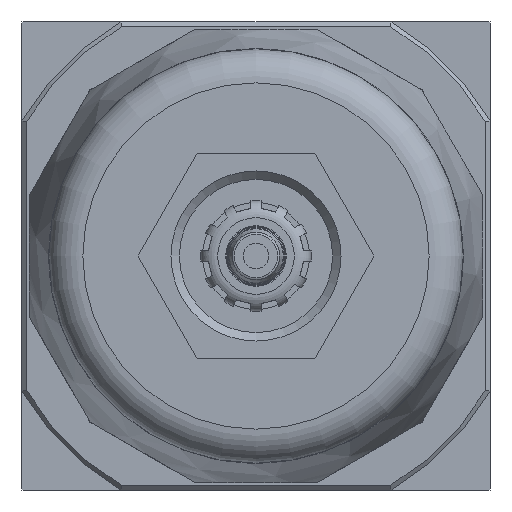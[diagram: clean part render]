
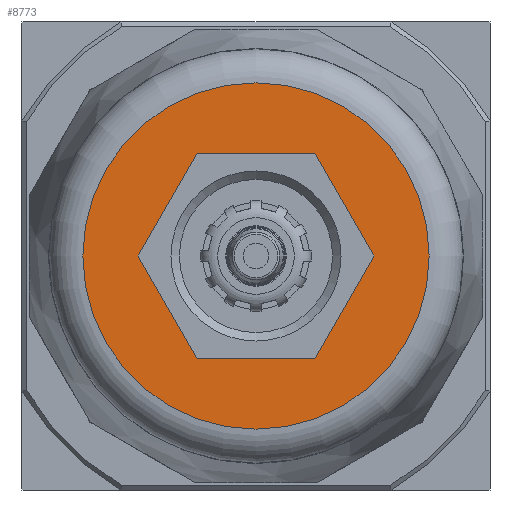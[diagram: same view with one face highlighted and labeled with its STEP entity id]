
A CAD part, front view. The second image highlights one B-rep face of the part: STEP entity #8773.
In plain terms, the highlighted planar face has unit normal (0, -1, 0).
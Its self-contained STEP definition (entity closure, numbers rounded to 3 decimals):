
#349=LINE('',#13530,#713);
#351=LINE('',#13534,#715);
#353=LINE('',#13538,#717);
#355=LINE('',#13542,#719);
#357=LINE('',#13546,#721);
#359=LINE('',#13550,#723);
#713=VECTOR('',#10853,1000.);
#715=VECTOR('',#10857,1000.);
#717=VECTOR('',#10861,1000.);
#719=VECTOR('',#10865,1000.);
#721=VECTOR('',#10869,1000.);
#723=VECTOR('',#10873,1000.);
#1004=PLANE('',#9427);
#1326=CIRCLE('',#9428,20.35);
#2638=ORIENTED_EDGE('',*,*,#4010,.T.);
#2639=ORIENTED_EDGE('',*,*,#4009,.T.);
#2640=ORIENTED_EDGE('',*,*,#4007,.T.);
#2641=ORIENTED_EDGE('',*,*,#4005,.T.);
#2642=ORIENTED_EDGE('',*,*,#4003,.T.);
#2643=ORIENTED_EDGE('',*,*,#4001,.T.);
#2644=ORIENTED_EDGE('',*,*,#3999,.T.);
#3999=EDGE_CURVE('',#4787,#4786,#349,.T.);
#4001=EDGE_CURVE('',#4788,#4787,#351,.T.);
#4003=EDGE_CURVE('',#4789,#4788,#353,.T.);
#4005=EDGE_CURVE('',#4790,#4789,#355,.T.);
#4007=EDGE_CURVE('',#4791,#4790,#357,.T.);
#4009=EDGE_CURVE('',#4786,#4791,#359,.T.);
#4010=EDGE_CURVE('',#4792,#4792,#1326,.T.);
#4786=VERTEX_POINT('',#13529);
#4787=VERTEX_POINT('',#13531);
#4788=VERTEX_POINT('',#13535);
#4789=VERTEX_POINT('',#13539);
#4790=VERTEX_POINT('',#13543);
#4791=VERTEX_POINT('',#13547);
#4792=VERTEX_POINT('',#13553);
#5569=EDGE_LOOP('',(#2638));
#5570=EDGE_LOOP('',(#2639,#2640,#2641,#2642,#2643,#2644));
#6065=FACE_BOUND('',#5569,.T.);
#6066=FACE_BOUND('',#5570,.T.);
#8773=ADVANCED_FACE('',(#6065,#6066),#1004,.F.);
#9427=AXIS2_PLACEMENT_3D('',#13551,#10874,#10875);
#9428=AXIS2_PLACEMENT_3D('',#13552,#10876,#10877);
#10853=DIRECTION('',(-0.866,0.,0.5));
#10857=DIRECTION('',(-0.866,0.,-0.5));
#10861=DIRECTION('',(0.,0.,-1.));
#10865=DIRECTION('',(0.866,0.,-0.5));
#10869=DIRECTION('',(0.866,0.,0.5));
#10873=DIRECTION('',(0.,0.,1.));
#10874=DIRECTION('',(0.,1.,0.));
#10875=DIRECTION('',(0.,0.,1.));
#10876=DIRECTION('',(0.,-1.,0.));
#10877=DIRECTION('',(0.,0.,-1.));
#13529=CARTESIAN_POINT('',(-12.,-145.7,-6.928));
#13530=CARTESIAN_POINT('',(0.,-145.7,-13.856));
#13531=CARTESIAN_POINT('',(0.,-145.7,-13.856));
#13534=CARTESIAN_POINT('',(12.,-145.7,-6.928));
#13535=CARTESIAN_POINT('',(12.,-145.7,-6.928));
#13538=CARTESIAN_POINT('',(12.,-145.7,6.928));
#13539=CARTESIAN_POINT('',(12.,-145.7,6.928));
#13542=CARTESIAN_POINT('',(0.,-145.7,13.856));
#13543=CARTESIAN_POINT('',(0.,-145.7,13.856));
#13546=CARTESIAN_POINT('',(-12.,-145.7,6.928));
#13547=CARTESIAN_POINT('',(-12.,-145.7,6.928));
#13550=CARTESIAN_POINT('',(-12.,-145.7,-6.928));
#13551=CARTESIAN_POINT('',(20.35,-145.7,0.));
#13552=CARTESIAN_POINT('',(0.,-145.7,0.));
#13553=CARTESIAN_POINT('',(0.,-145.7,-20.35));
